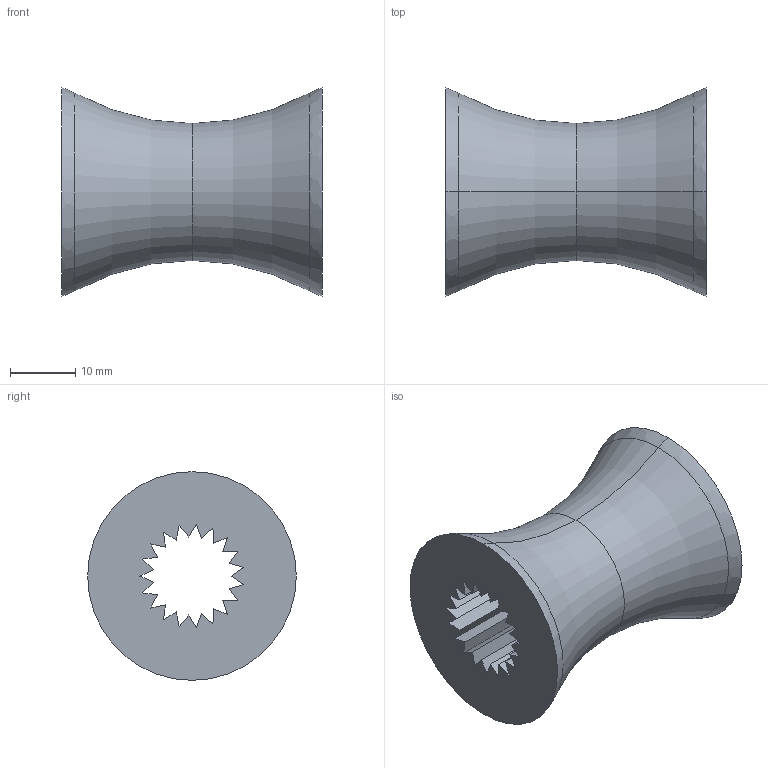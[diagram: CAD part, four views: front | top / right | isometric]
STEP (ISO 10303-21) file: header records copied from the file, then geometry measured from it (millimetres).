
FILE_DESCRIPTION (( 'STEP AP214' ), '1' );
FILE_NAME ('TPU launcher wheel undersize.STEP', '2025-04-18T08:28:20', ( '' ), ( '' ), 'SwSTEP 2.0', 'SolidWorks 2024', '' );
FILE_SCHEMA (( 'AUTOMOTIVE_DESIGN' ));
Length unit declared in the file: millimetre
Products named in the file (1): TPU launcher wheel undersize
Bounding box: 40 x 32 x 32 mm (x, y, z)
Volume: 13611.1 mm3; surface area: 8087.9 mm2
Topology: 1 solids, 1 shells, 48 faces, 132 edges, 86 vertices
Faces by surface type: plane 40, torus 8
Entity records: 1533 total; most frequent: CARTESIAN_POINT 267, ORIENTED_EDGE 264, DIRECTION 248, EDGE_CURVE 132, LINE 114, VECTOR 114, VERTEX_POINT 86, AXIS2_PLACEMENT_3D 67
